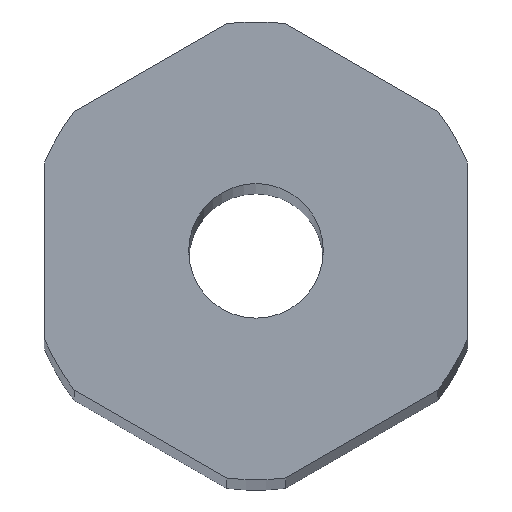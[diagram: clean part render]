
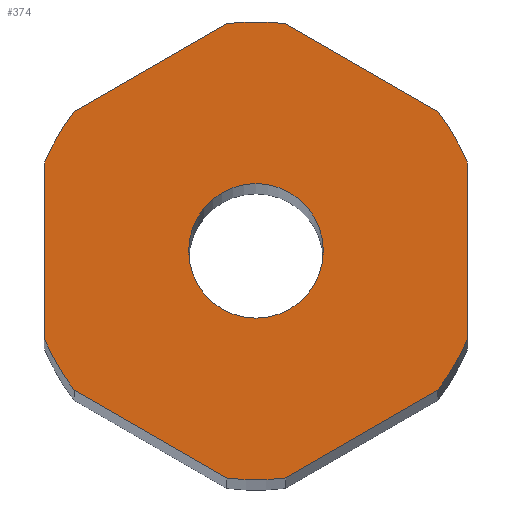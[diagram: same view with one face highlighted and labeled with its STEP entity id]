
A CAD part, top view. The second image highlights one B-rep face of the part: STEP entity #374.
In plain terms, the highlighted planar face has unit normal (0, 0, 1).
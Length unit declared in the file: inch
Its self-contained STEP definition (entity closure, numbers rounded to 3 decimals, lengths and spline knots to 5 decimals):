
#1 = ORIENTED_EDGE ( 'NONE', *, *, #521, .T. ) ;
#12 = VERTEX_POINT ( 'NONE', #70 ) ;
#16 = ORIENTED_EDGE ( 'NONE', *, *, #430, .T. ) ;
#19 = DIRECTION ( 'NONE',  ( 0., 0., 1. ) ) ;
#21 = CARTESIAN_POINT ( 'NONE',  ( -0.21471, 0.16449, 3.5 ) ) ;
#26 = EDGE_CURVE ( 'NONE', #411, #63, #236, .T. ) ;
#33 = EDGE_CURVE ( 'NONE', #510, #365, #583, .T. ) ;
#35 = CIRCLE ( 'NONE', #88, 0.27047 ) ;
#36 = ORIENTED_EDGE ( 'NONE', *, *, #33, .F. ) ;
#38 = DIRECTION ( 'NONE',  ( 1., 0., 0. ) ) ;
#39 = VERTEX_POINT ( 'NONE', #289 ) ;
#42 = VECTOR ( 'NONE', #293, 39.37008 ) ;
#47 = DIRECTION ( 'NONE',  ( -0.866, -0.5, 0. ) ) ;
#49 = EDGE_CURVE ( 'NONE', #401, #351, #75, .T. ) ;
#52 = FACE_OUTER_BOUND ( 'NONE', #190, .T. ) ;
#54 = AXIS2_PLACEMENT_3D ( 'NONE', #203, #161, #438 ) ;
#63 = VERTEX_POINT ( 'NONE', #573 ) ;
#65 = CARTESIAN_POINT ( 'NONE',  ( -0.21471, -0.16449, 3.5 ) ) ;
#68 = DIRECTION ( 'NONE',  ( 0., 0., 1. ) ) ;
#69 = CARTESIAN_POINT ( 'NONE',  ( 0., 0., 3.5 ) ) ;
#70 = CARTESIAN_POINT ( 'NONE',  ( -0.2498, 0.1037, 3.5 ) ) ;
#73 = CARTESIAN_POINT ( 'NONE',  ( -0.2498, 0., 3.5 ) ) ;
#75 = CIRCLE ( 'NONE', #412, 0.27047 ) ;
#79 = EDGE_CURVE ( 'NONE', #365, #510, #294, .T. ) ;
#82 = VERTEX_POINT ( 'NONE', #21 ) ;
#84 = DIRECTION ( 'NONE',  ( 0.866, 0.5, 0. ) ) ;
#88 = AXIS2_PLACEMENT_3D ( 'NONE', #498, #546, #506 ) ;
#89 = DIRECTION ( 'NONE',  ( 1., 0., 0. ) ) ;
#90 = CIRCLE ( 'NONE', #288, 0.27047 ) ;
#92 = EDGE_CURVE ( 'NONE', #12, #285, #291, .T. ) ;
#94 = LINE ( 'NONE', #450, #215 ) ;
#99 = ORIENTED_EDGE ( 'NONE', *, *, #578, .T. ) ;
#104 = ORIENTED_EDGE ( 'NONE', *, *, #49, .T. ) ;
#109 = CARTESIAN_POINT ( 'NONE',  ( 0., 0., 3.5 ) ) ;
#113 = CARTESIAN_POINT ( 'NONE',  ( 0.03509, 0.26819, 3.5 ) ) ;
#125 = VECTOR ( 'NONE', #47, 39.37008 ) ;
#127 = EDGE_CURVE ( 'NONE', #63, #504, #158, .T. ) ;
#129 = CARTESIAN_POINT ( 'NONE',  ( 0., 0., 3.5 ) ) ;
#131 = VERTEX_POINT ( 'NONE', #150 ) ;
#133 = DIRECTION ( 'NONE',  ( 0., 0., 1. ) ) ;
#135 = LINE ( 'NONE', #468, #125 ) ;
#150 = CARTESIAN_POINT ( 'NONE',  ( -0.03509, 0.26819, 3.5 ) ) ;
#151 = CARTESIAN_POINT ( 'NONE',  ( 0.21471, 0.16449, 3.5 ) ) ;
#158 = CIRCLE ( 'NONE', #54, 0.27047 ) ;
#161 = DIRECTION ( 'NONE',  ( 0., 0., 1. ) ) ;
#175 = ORIENTED_EDGE ( 'NONE', *, *, #127, .T. ) ;
#190 = EDGE_LOOP ( 'NONE', ( #319, #175, #403, #99, #330, #16, #241, #1, #307, #104, #588, #565 ) ) ;
#200 = CARTESIAN_POINT ( 'NONE',  ( 0., 0., 3.5 ) ) ;
#203 = CARTESIAN_POINT ( 'NONE',  ( 0., 0., 3.5 ) ) ;
#204 = DIRECTION ( 'NONE',  ( 1., 0., 0. ) ) ;
#208 = VECTOR ( 'NONE', #525, 39.37008 ) ;
#215 = VECTOR ( 'NONE', #555, 39.37008 ) ;
#220 = DIRECTION ( 'NONE',  ( 0.866, -0.5, 0. ) ) ;
#225 = CARTESIAN_POINT ( 'NONE',  ( -0.03509, -0.26819, 3.5 ) ) ;
#229 = CARTESIAN_POINT ( 'NONE',  ( -0.2498, -0.1037, 3.5 ) ) ;
#236 = LINE ( 'NONE', #335, #208 ) ;
#237 = EDGE_CURVE ( 'NONE', #131, #82, #135, .T. ) ;
#241 = ORIENTED_EDGE ( 'NONE', *, *, #92, .T. ) ;
#244 = ORIENTED_EDGE ( 'NONE', *, *, #79, .F. ) ;
#248 = DIRECTION ( 'NONE',  ( 1., 0., 0. ) ) ;
#255 = LINE ( 'NONE', #318, #423 ) ;
#267 = DIRECTION ( 'NONE',  ( 0., 0., 1. ) ) ;
#270 = LINE ( 'NONE', #501, #514 ) ;
#271 = EDGE_CURVE ( 'NONE', #560, #401, #255, .T. ) ;
#275 = DIRECTION ( 'NONE',  ( 0., 0., 1. ) ) ;
#285 = VERTEX_POINT ( 'NONE', #229 ) ;
#288 = AXIS2_PLACEMENT_3D ( 'NONE', #69, #19, #567 ) ;
#289 = CARTESIAN_POINT ( 'NONE',  ( 0.21471, -0.16449, 3.5 ) ) ;
#291 = LINE ( 'NONE', #73, #42 ) ;
#293 = DIRECTION ( 'NONE',  ( 0., -1., 0. ) ) ;
#294 = CIRCLE ( 'NONE', #547, 0.0795 ) ;
#295 = AXIS2_PLACEMENT_3D ( 'NONE', #312, #133, #89 ) ;
#307 = ORIENTED_EDGE ( 'NONE', *, *, #271, .T. ) ;
#312 = CARTESIAN_POINT ( 'NONE',  ( 0., 0., 3.5 ) ) ;
#318 = CARTESIAN_POINT ( 'NONE',  ( -0.1249, -0.21634, 3.5 ) ) ;
#319 = ORIENTED_EDGE ( 'NONE', *, *, #26, .T. ) ;
#330 = ORIENTED_EDGE ( 'NONE', *, *, #237, .T. ) ;
#335 = CARTESIAN_POINT ( 'NONE',  ( 0.2498, 0., 3.5 ) ) ;
#340 = CIRCLE ( 'NONE', #437, 0.27047 ) ;
#343 = EDGE_CURVE ( 'NONE', #351, #39, #270, .T. ) ;
#351 = VERTEX_POINT ( 'NONE', #397 ) ;
#359 = EDGE_CURVE ( 'NONE', #39, #411, #340, .T. ) ;
#365 = VERTEX_POINT ( 'NONE', #509 ) ;
#374 = ADVANCED_FACE ( 'NONE', ( #405, #52 ), #551, .T. ) ;
#383 = DIRECTION ( 'NONE',  ( 1., 0., 0. ) ) ;
#397 = CARTESIAN_POINT ( 'NONE',  ( 0.03509, -0.26819, 3.5 ) ) ;
#401 = VERTEX_POINT ( 'NONE', #225 ) ;
#403 = ORIENTED_EDGE ( 'NONE', *, *, #440, .T. ) ;
#405 = FACE_BOUND ( 'NONE', #476, .T. ) ;
#411 = VERTEX_POINT ( 'NONE', #542 ) ;
#412 = AXIS2_PLACEMENT_3D ( 'NONE', #200, #487, #204 ) ;
#423 = VECTOR ( 'NONE', #220, 39.37008 ) ;
#428 = DIRECTION ( 'NONE',  ( 0., 0., 1. ) ) ;
#430 = EDGE_CURVE ( 'NONE', #82, #12, #35, .T. ) ;
#437 = AXIS2_PLACEMENT_3D ( 'NONE', #129, #267, #38 ) ;
#438 = DIRECTION ( 'NONE',  ( 1., 0., 0. ) ) ;
#440 = EDGE_CURVE ( 'NONE', #504, #580, #94, .T. ) ;
#450 = CARTESIAN_POINT ( 'NONE',  ( 0.1249, 0.21634, 3.5 ) ) ;
#454 = AXIS2_PLACEMENT_3D ( 'NONE', #109, #68, #383 ) ;
#468 = CARTESIAN_POINT ( 'NONE',  ( -0.1249, 0.21634, 3.5 ) ) ;
#476 = EDGE_LOOP ( 'NONE', ( #244, #36 ) ) ;
#482 = DIRECTION ( 'NONE',  ( 1., 0., 0. ) ) ;
#487 = DIRECTION ( 'NONE',  ( 0., 0., 1. ) ) ;
#490 = CIRCLE ( 'NONE', #548, 0.27047 ) ;
#498 = CARTESIAN_POINT ( 'NONE',  ( 0., 0., 3.5 ) ) ;
#501 = CARTESIAN_POINT ( 'NONE',  ( 0.1249, -0.21634, 3.5 ) ) ;
#504 = VERTEX_POINT ( 'NONE', #151 ) ;
#506 = DIRECTION ( 'NONE',  ( 1., 0., 0. ) ) ;
#509 = CARTESIAN_POINT ( 'NONE',  ( -0.0795, 0., 3.5 ) ) ;
#510 = VERTEX_POINT ( 'NONE', #523 ) ;
#514 = VECTOR ( 'NONE', #84, 39.37008 ) ;
#518 = CARTESIAN_POINT ( 'NONE',  ( 0., 0., 3.5 ) ) ;
#519 = CARTESIAN_POINT ( 'NONE',  ( 0., 0., 3.5 ) ) ;
#521 = EDGE_CURVE ( 'NONE', #285, #560, #490, .T. ) ;
#523 = CARTESIAN_POINT ( 'NONE',  ( 0.0795, 0., 3.5 ) ) ;
#525 = DIRECTION ( 'NONE',  ( 0., 1., 0. ) ) ;
#542 = CARTESIAN_POINT ( 'NONE',  ( 0.2498, -0.1037, 3.5 ) ) ;
#546 = DIRECTION ( 'NONE',  ( 0., 0., 1. ) ) ;
#547 = AXIS2_PLACEMENT_3D ( 'NONE', #518, #428, #248 ) ;
#548 = AXIS2_PLACEMENT_3D ( 'NONE', #519, #275, #482 ) ;
#551 = PLANE ( 'NONE',  #295 ) ;
#555 = DIRECTION ( 'NONE',  ( -0.866, 0.5, 0. ) ) ;
#560 = VERTEX_POINT ( 'NONE', #65 ) ;
#565 = ORIENTED_EDGE ( 'NONE', *, *, #359, .T. ) ;
#567 = DIRECTION ( 'NONE',  ( 1., 0., 0. ) ) ;
#573 = CARTESIAN_POINT ( 'NONE',  ( 0.2498, 0.1037, 3.5 ) ) ;
#578 = EDGE_CURVE ( 'NONE', #580, #131, #90, .T. ) ;
#580 = VERTEX_POINT ( 'NONE', #113 ) ;
#583 = CIRCLE ( 'NONE', #454, 0.0795 ) ;
#588 = ORIENTED_EDGE ( 'NONE', *, *, #343, .T. ) ;
